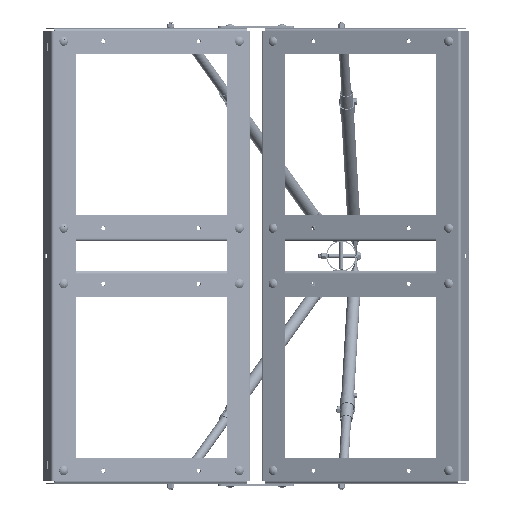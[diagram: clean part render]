
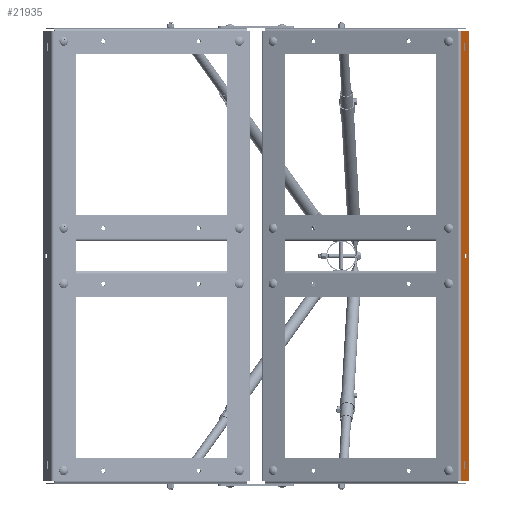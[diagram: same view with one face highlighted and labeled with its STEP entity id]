
A CAD part, front view. The second image highlights one B-rep face of the part: STEP entity #21935.
In plain terms, the highlighted face is planar.
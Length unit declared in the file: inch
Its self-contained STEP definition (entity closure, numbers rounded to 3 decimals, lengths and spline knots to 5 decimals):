
#252 = FACE_BOUND ( 'NONE', #35374, .T. ) ;
#449 = EDGE_CURVE ( 'NONE', #20171, #45192, #26440, .T. ) ;
#611 = DIRECTION ( 'NONE',  ( 0., 0., -1. ) ) ;
#989 = EDGE_CURVE ( 'NONE', #62807, #57494, #8399, .T. ) ;
#1796 = ORIENTED_EDGE ( 'NONE', *, *, #37390, .T. ) ;
#1906 = EDGE_CURVE ( 'NONE', #20006, #20171, #43474, .T. ) ;
#3763 = EDGE_CURVE ( 'NONE', #66893, #20006, #53950, .T. ) ;
#4801 = EDGE_CURVE ( 'NONE', #45688, #38731, #46855, .T. ) ;
#5189 = LINE ( 'NONE', #60317, #15779 ) ;
#5380 = VECTOR ( 'NONE', #30654, 39.37008 ) ;
#5658 = CARTESIAN_POINT ( 'NONE',  ( 0.16929, 0., 1.14173 ) ) ;
#5686 = VERTEX_POINT ( 'NONE', #54587 ) ;
#5864 = DIRECTION ( 'NONE',  ( 1., 0., 0. ) ) ;
#6608 = ORIENTED_EDGE ( 'NONE', *, *, #37946, .T. ) ;
#7326 = CARTESIAN_POINT ( 'NONE',  ( -0.16929, 0., 1.48031 ) ) ;
#7463 = VERTEX_POINT ( 'NONE', #8666 ) ;
#7659 = EDGE_LOOP ( 'NONE', ( #9771, #32314, #24771, #24265 ) ) ;
#7832 = CARTESIAN_POINT ( 'NONE',  ( 16.55118, 0., 0.80512 ) ) ;
#8011 = CARTESIAN_POINT ( 'NONE',  ( 17.45079, 0., 2. ) ) ;
#8089 = ORIENTED_EDGE ( 'NONE', *, *, #29408, .T. ) ;
#8149 = DIRECTION ( 'NONE',  ( 0., 0., 1. ) ) ;
#8177 = VERTEX_POINT ( 'NONE', #46214 ) ;
#8360 = DIRECTION ( 'NONE',  ( -1., 0., 0. ) ) ;
#8399 = LINE ( 'NONE', #51727, #11643 ) ;
#8666 = CARTESIAN_POINT ( 'NONE',  ( 17.45079, 0., 2. ) ) ;
#9520 = CARTESIAN_POINT ( 'NONE',  ( 16.55118, 0., 1.1437 ) ) ;
#9771 = ORIENTED_EDGE ( 'NONE', *, *, #18222, .T. ) ;
#10773 = EDGE_CURVE ( 'NONE', #53255, #13134, #33402, .T. ) ;
#11257 = EDGE_LOOP ( 'NONE', ( #44915, #8089, #15036, #67921 ) ) ;
#11468 = VERTEX_POINT ( 'NONE', #5658 ) ;
#11494 = DIRECTION ( 'NONE',  ( 0., 0., -1. ) ) ;
#11643 = VECTOR ( 'NONE', #46004, 39.37008 ) ;
#11727 = LINE ( 'NONE', #7326, #30484 ) ;
#11985 = CARTESIAN_POINT ( 'NONE',  ( -16.55118, 0., 0.80512 ) ) ;
#12193 = LINE ( 'NONE', #17934, #36446 ) ;
#13134 = VERTEX_POINT ( 'NONE', #52783 ) ;
#14496 = CARTESIAN_POINT ( 'NONE',  ( -0.16929, 0., 1.14173 ) ) ;
#15036 = ORIENTED_EDGE ( 'NONE', *, *, #10773, .T. ) ;
#15709 = DIRECTION ( 'NONE',  ( 0., 0., -1. ) ) ;
#15779 = VECTOR ( 'NONE', #44572, 39.37008 ) ;
#16651 = CARTESIAN_POINT ( 'NONE',  ( -15.90945, 0., 1.1437 ) ) ;
#17934 = CARTESIAN_POINT ( 'NONE',  ( 17.45079, 0., 0.20866 ) ) ;
#18222 = EDGE_CURVE ( 'NONE', #45192, #66893, #36145, .T. ) ;
#19399 = CARTESIAN_POINT ( 'NONE',  ( -0.16929, 0., 1.14173 ) ) ;
#20006 = VERTEX_POINT ( 'NONE', #38481 ) ;
#20171 = VERTEX_POINT ( 'NONE', #16651 ) ;
#21326 = VERTEX_POINT ( 'NONE', #59015 ) ;
#21605 = EDGE_CURVE ( 'NONE', #13134, #38714, #11727, .T. ) ;
#21935 = ADVANCED_FACE ( 'NONE', ( #48932, #252, #49275, #22071 ), #60381, .T. ) ;
#22049 = VECTOR ( 'NONE', #8149, 39.37008 ) ;
#22071 = FACE_OUTER_BOUND ( 'NONE', #30452, .T. ) ;
#23043 = VECTOR ( 'NONE', #15709, 39.37008 ) ;
#23292 = CARTESIAN_POINT ( 'NONE',  ( 16.55118, 0., 0.80512 ) ) ;
#23330 = ORIENTED_EDGE ( 'NONE', *, *, #989, .T. ) ;
#23390 = VECTOR ( 'NONE', #69120, 39.37008 ) ;
#24265 = ORIENTED_EDGE ( 'NONE', *, *, #449, .T. ) ;
#24771 = ORIENTED_EDGE ( 'NONE', *, *, #1906, .T. ) ;
#25399 = CARTESIAN_POINT ( 'NONE',  ( -16.55118, 0., 0.80512 ) ) ;
#26238 = VECTOR ( 'NONE', #33178, 39.37008 ) ;
#26440 = LINE ( 'NONE', #48271, #23043 ) ;
#27547 = CARTESIAN_POINT ( 'NONE',  ( 17.45079, 0., 0.20866 ) ) ;
#27796 = DIRECTION ( 'NONE',  ( 0., -1., 0. ) ) ;
#28221 = VECTOR ( 'NONE', #59896, 39.37008 ) ;
#29408 = EDGE_CURVE ( 'NONE', #11468, #53255, #31177, .T. ) ;
#30452 = EDGE_LOOP ( 'NONE', ( #35656, #59674, #1796, #37586 ) ) ;
#30484 = VECTOR ( 'NONE', #63168, 39.37008 ) ;
#30654 = DIRECTION ( 'NONE',  ( 0., 0., -1. ) ) ;
#30996 = CARTESIAN_POINT ( 'NONE',  ( 0.16929, 0., 1.48031 ) ) ;
#31177 = LINE ( 'NONE', #19399, #23390 ) ;
#32225 = DIRECTION ( 'NONE',  ( 0., 0., 1. ) ) ;
#32314 = ORIENTED_EDGE ( 'NONE', *, *, #3763, .T. ) ;
#32357 = CARTESIAN_POINT ( 'NONE',  ( 15.90945, 0., 0.80512 ) ) ;
#32467 = CARTESIAN_POINT ( 'NONE',  ( -16.55118, 0., 0.80512 ) ) ;
#33178 = DIRECTION ( 'NONE',  ( 0., 0., 1. ) ) ;
#33402 = LINE ( 'NONE', #65272, #28221 ) ;
#33778 = CARTESIAN_POINT ( 'NONE',  ( -16.55118, 0., 1.1437 ) ) ;
#35149 = VECTOR ( 'NONE', #32225, 39.37008 ) ;
#35374 = EDGE_LOOP ( 'NONE', ( #43127, #43910, #6608, #23330 ) ) ;
#35656 = ORIENTED_EDGE ( 'NONE', *, *, #70226, .F. ) ;
#36145 = LINE ( 'NONE', #25399, #54287 ) ;
#36446 = VECTOR ( 'NONE', #66274, 39.37008 ) ;
#36742 = LINE ( 'NONE', #30996, #5380 ) ;
#37257 = LINE ( 'NONE', #27547, #35149 ) ;
#37390 = EDGE_CURVE ( 'NONE', #21326, #7463, #37257, .T. ) ;
#37586 = ORIENTED_EDGE ( 'NONE', *, *, #56222, .T. ) ;
#37856 = EDGE_CURVE ( 'NONE', #38714, #11468, #36742, .T. ) ;
#37946 = EDGE_CURVE ( 'NONE', #38731, #62807, #5189, .T. ) ;
#38454 = CARTESIAN_POINT ( 'NONE',  ( 15.90945, 0., 1.1437 ) ) ;
#38481 = CARTESIAN_POINT ( 'NONE',  ( -16.55118, 0., 1.1437 ) ) ;
#38714 = VERTEX_POINT ( 'NONE', #70293 ) ;
#38731 = VERTEX_POINT ( 'NONE', #32357 ) ;
#38891 = CARTESIAN_POINT ( 'NONE',  ( 16.55118, 0., 0.80512 ) ) ;
#41296 = LINE ( 'NONE', #8011, #44301 ) ;
#43127 = ORIENTED_EDGE ( 'NONE', *, *, #62266, .T. ) ;
#43474 = LINE ( 'NONE', #33778, #44880 ) ;
#43910 = ORIENTED_EDGE ( 'NONE', *, *, #4801, .T. ) ;
#44301 = VECTOR ( 'NONE', #8360, 39.37008 ) ;
#44572 = DIRECTION ( 'NONE',  ( 0., 0., 1. ) ) ;
#44880 = VECTOR ( 'NONE', #5864, 39.37008 ) ;
#44915 = ORIENTED_EDGE ( 'NONE', *, *, #37856, .T. ) ;
#45192 = VERTEX_POINT ( 'NONE', #68477 ) ;
#45688 = VERTEX_POINT ( 'NONE', #38891 ) ;
#46004 = DIRECTION ( 'NONE',  ( 1., 0., 0. ) ) ;
#46214 = CARTESIAN_POINT ( 'NONE',  ( -17.45079, 0., 0.20866 ) ) ;
#46452 = LINE ( 'NONE', #51105, #22049 ) ;
#46855 = LINE ( 'NONE', #7832, #68302 ) ;
#47242 = DIRECTION ( 'NONE',  ( -1., 0., 0. ) ) ;
#48271 = CARTESIAN_POINT ( 'NONE',  ( -15.90945, 0., 0.80512 ) ) ;
#48932 = FACE_BOUND ( 'NONE', #7659, .T. ) ;
#49275 = FACE_BOUND ( 'NONE', #11257, .T. ) ;
#51105 = CARTESIAN_POINT ( 'NONE',  ( -17.45079, 0., 0.20866 ) ) ;
#51507 = DIRECTION ( 'NONE',  ( -1., 0., 0. ) ) ;
#51727 = CARTESIAN_POINT ( 'NONE',  ( 16.55118, 0., 1.1437 ) ) ;
#52783 = CARTESIAN_POINT ( 'NONE',  ( -0.16929, 0., 1.48031 ) ) ;
#53255 = VERTEX_POINT ( 'NONE', #14496 ) ;
#53950 = LINE ( 'NONE', #32467, #26238 ) ;
#54287 = VECTOR ( 'NONE', #47242, 39.37008 ) ;
#54587 = CARTESIAN_POINT ( 'NONE',  ( -17.45079, 0., 2. ) ) ;
#55000 = CARTESIAN_POINT ( 'NONE',  ( 17.45079, 0., 0.20866 ) ) ;
#55878 = LINE ( 'NONE', #23292, #63923 ) ;
#56222 = EDGE_CURVE ( 'NONE', #7463, #5686, #41296, .T. ) ;
#57494 = VERTEX_POINT ( 'NONE', #9520 ) ;
#59015 = CARTESIAN_POINT ( 'NONE',  ( 17.45079, 0., 0.20866 ) ) ;
#59674 = ORIENTED_EDGE ( 'NONE', *, *, #62236, .F. ) ;
#59896 = DIRECTION ( 'NONE',  ( 0., 0., 1. ) ) ;
#60317 = CARTESIAN_POINT ( 'NONE',  ( 15.90945, 0., 0.80512 ) ) ;
#60381 = PLANE ( 'NONE',  #65903 ) ;
#62236 = EDGE_CURVE ( 'NONE', #21326, #8177, #12193, .T. ) ;
#62266 = EDGE_CURVE ( 'NONE', #57494, #45688, #55878, .T. ) ;
#62807 = VERTEX_POINT ( 'NONE', #38454 ) ;
#63168 = DIRECTION ( 'NONE',  ( 1., 0., 0. ) ) ;
#63923 = VECTOR ( 'NONE', #11494, 39.37008 ) ;
#65272 = CARTESIAN_POINT ( 'NONE',  ( -0.16929, 0., 1.48031 ) ) ;
#65903 = AXIS2_PLACEMENT_3D ( 'NONE', #55000, #27796, #611 ) ;
#66274 = DIRECTION ( 'NONE',  ( -1., 0., 0. ) ) ;
#66893 = VERTEX_POINT ( 'NONE', #11985 ) ;
#67921 = ORIENTED_EDGE ( 'NONE', *, *, #21605, .T. ) ;
#68302 = VECTOR ( 'NONE', #51507, 39.37008 ) ;
#68477 = CARTESIAN_POINT ( 'NONE',  ( -15.90945, 0., 0.80512 ) ) ;
#69120 = DIRECTION ( 'NONE',  ( -1., 0., 0. ) ) ;
#70226 = EDGE_CURVE ( 'NONE', #8177, #5686, #46452, .T. ) ;
#70293 = CARTESIAN_POINT ( 'NONE',  ( 0.16929, 0., 1.48031 ) ) ;
